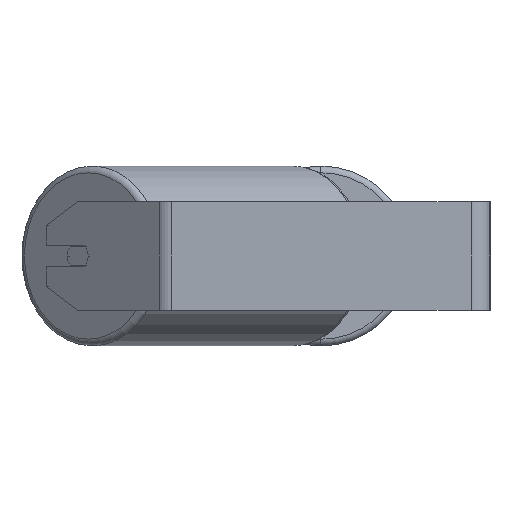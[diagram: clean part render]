
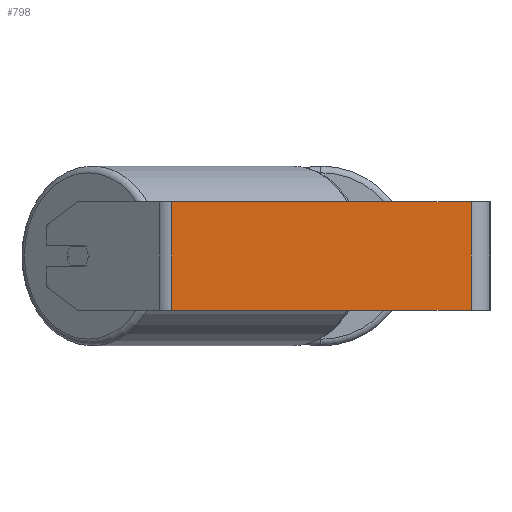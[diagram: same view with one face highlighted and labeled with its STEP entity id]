
A CAD part, left-side view. The second image highlights one B-rep face of the part: STEP entity #798.
In plain terms, the highlighted planar face has unit normal (-1, 0, 0).
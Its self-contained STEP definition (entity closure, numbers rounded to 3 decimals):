
#90 = DIRECTION ( 'NONE',  ( 1., 0., 0. ) ) ;
#121 = ORIENTED_EDGE ( 'NONE', *, *, #1650, .F. ) ;
#182 = EDGE_CURVE ( 'NONE', #2671, #2986, #5965, .T. ) ;
#546 = VECTOR ( 'NONE', #2755, 1000. ) ;
#798 = ADVANCED_FACE ( 'NONE', ( #5382 ), #8069, .F. ) ;
#1196 = VECTOR ( 'NONE', #2448, 1000. ) ;
#1319 = AXIS2_PLACEMENT_3D ( 'NONE', #2774, #90, #2034 ) ;
#1525 = CARTESIAN_POINT ( 'NONE',  ( -415., 235.339, -40. ) ) ;
#1598 = ORIENTED_EDGE ( 'NONE', *, *, #5332, .T. ) ;
#1649 = DIRECTION ( 'NONE',  ( 0., -1., 0. ) ) ;
#1650 = EDGE_CURVE ( 'NONE', #4526, #2986, #3861, .T. ) ;
#2034 = DIRECTION ( 'NONE',  ( 0., 0., -1. ) ) ;
#2044 = CARTESIAN_POINT ( 'NONE',  ( -415., 14., 40. ) ) ;
#2052 = DIRECTION ( 'NONE',  ( 0., -1., 0. ) ) ;
#2085 = CARTESIAN_POINT ( 'NONE',  ( -415., 14., -40. ) ) ;
#2448 = DIRECTION ( 'NONE',  ( 0., 0., -1. ) ) ;
#2671 = VERTEX_POINT ( 'NONE', #1525 ) ;
#2755 = DIRECTION ( 'NONE',  ( 0., 0., -1. ) ) ;
#2774 = CARTESIAN_POINT ( 'NONE',  ( -415., 240.435, 40. ) ) ;
#2986 = VERTEX_POINT ( 'NONE', #2085 ) ;
#3194 = EDGE_CURVE ( 'NONE', #8052, #4526, #8552, .T. ) ;
#3423 = ORIENTED_EDGE ( 'NONE', *, *, #182, .T. ) ;
#3469 = VECTOR ( 'NONE', #1649, 1000. ) ;
#3861 = LINE ( 'NONE', #6363, #1196 ) ;
#4232 = ORIENTED_EDGE ( 'NONE', *, *, #3194, .F. ) ;
#4384 = CARTESIAN_POINT ( 'NONE',  ( -415., 235.339, 40. ) ) ;
#4526 = VERTEX_POINT ( 'NONE', #2044 ) ;
#5129 = CARTESIAN_POINT ( 'NONE',  ( -415., 240.435, 40. ) ) ;
#5332 = EDGE_CURVE ( 'NONE', #8052, #2671, #7416, .T. ) ;
#5382 = FACE_OUTER_BOUND ( 'NONE', #7214, .T. ) ;
#5965 = LINE ( 'NONE', #6050, #7501 ) ;
#6050 = CARTESIAN_POINT ( 'NONE',  ( -415., 240.435, -40. ) ) ;
#6363 = CARTESIAN_POINT ( 'NONE',  ( -415., 14., 40. ) ) ;
#6797 = CARTESIAN_POINT ( 'NONE',  ( -415., 235.339, 40. ) ) ;
#7214 = EDGE_LOOP ( 'NONE', ( #3423, #121, #4232, #1598 ) ) ;
#7416 = LINE ( 'NONE', #6797, #546 ) ;
#7501 = VECTOR ( 'NONE', #2052, 1000. ) ;
#8052 = VERTEX_POINT ( 'NONE', #4384 ) ;
#8069 = PLANE ( 'NONE',  #1319 ) ;
#8552 = LINE ( 'NONE', #5129, #3469 ) ;
